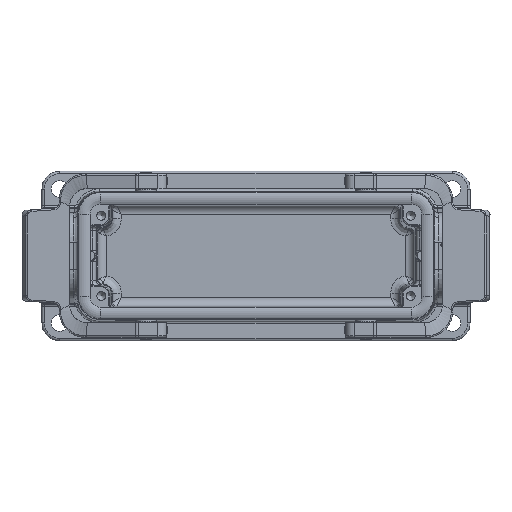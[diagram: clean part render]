
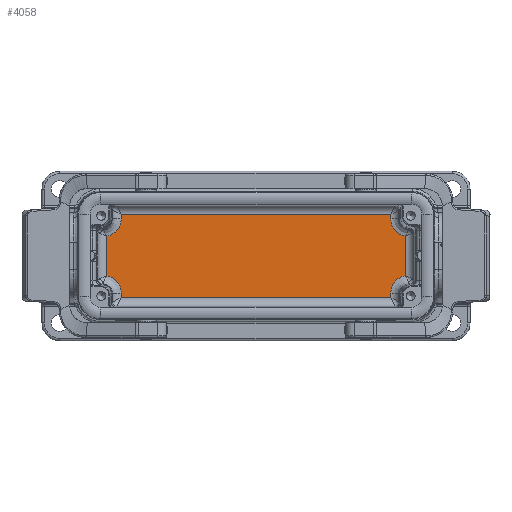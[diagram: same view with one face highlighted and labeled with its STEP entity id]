
A CAD part, top view. The second image highlights one B-rep face of the part: STEP entity #4058.
In plain terms, the highlighted planar face has unit normal (0, 0, 1).
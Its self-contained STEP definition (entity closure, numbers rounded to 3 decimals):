
#3918=ELLIPSE('',#18347,6.003,6.);
#3919=ELLIPSE('',#18348,6.003,6.);
#3920=ELLIPSE('',#18349,6.003,6.);
#3921=ELLIPSE('',#18350,6.003,6.);
#4058=ADVANCED_FACE('',(#5051),#4786,.F.);
#4786=PLANE('',#18351);
#5051=FACE_OUTER_BOUND('',#5746,.T.);
#5746=EDGE_LOOP('',(#6872,#6873,#6874,#6875,#6876,#6877,#6878,#6879,#6880,
#6881,#6882,#6883));
#6872=ORIENTED_EDGE('',*,*,#11399,.T.);
#6873=ORIENTED_EDGE('',*,*,#11400,.T.);
#6874=ORIENTED_EDGE('',*,*,#11401,.T.);
#6875=ORIENTED_EDGE('',*,*,#11402,.T.);
#6876=ORIENTED_EDGE('',*,*,#11403,.T.);
#6877=ORIENTED_EDGE('',*,*,#11404,.T.);
#6878=ORIENTED_EDGE('',*,*,#11405,.T.);
#6879=ORIENTED_EDGE('',*,*,#11406,.T.);
#6880=ORIENTED_EDGE('',*,*,#11407,.T.);
#6881=ORIENTED_EDGE('',*,*,#11408,.T.);
#6882=ORIENTED_EDGE('',*,*,#11409,.T.);
#6883=ORIENTED_EDGE('',*,*,#11410,.T.);
#10283=VERTEX_POINT('',#25697);
#10284=VERTEX_POINT('',#25698);
#10285=VERTEX_POINT('',#25700);
#10286=VERTEX_POINT('',#25702);
#10287=VERTEX_POINT('',#25704);
#10288=VERTEX_POINT('',#25706);
#10289=VERTEX_POINT('',#25708);
#10290=VERTEX_POINT('',#25710);
#10291=VERTEX_POINT('',#25712);
#10292=VERTEX_POINT('',#25714);
#10293=VERTEX_POINT('',#25716);
#10294=VERTEX_POINT('',#25718);
#11399=EDGE_CURVE('',#10283,#10284,#14969,.T.);
#11400=EDGE_CURVE('',#10284,#10285,#14970,.T.);
#11401=EDGE_CURVE('',#10285,#10286,#14971,.T.);
#11402=EDGE_CURVE('',#10286,#10287,#3918,.T.);
#11403=EDGE_CURVE('',#10287,#10288,#14972,.T.);
#11404=EDGE_CURVE('',#10288,#10289,#3919,.T.);
#11405=EDGE_CURVE('',#10289,#10290,#14973,.T.);
#11406=EDGE_CURVE('',#10290,#10291,#14974,.T.);
#11407=EDGE_CURVE('',#10291,#10292,#14975,.T.);
#11408=EDGE_CURVE('',#10292,#10293,#3920,.T.);
#11409=EDGE_CURVE('',#10293,#10294,#14976,.T.);
#11410=EDGE_CURVE('',#10294,#10283,#3921,.T.);
#14969=LINE('',#25696,#16019);
#14970=LINE('',#25699,#16020);
#14971=LINE('',#25701,#16021);
#14972=LINE('',#25705,#16022);
#14973=LINE('',#25709,#16023);
#14974=LINE('',#25711,#16024);
#14975=LINE('',#25713,#16025);
#14976=LINE('',#25717,#16026);
#16019=VECTOR('',#20112,1.);
#16020=VECTOR('',#20113,1.);
#16021=VECTOR('',#20114,1.);
#16022=VECTOR('',#20117,1.);
#16023=VECTOR('',#20120,1.);
#16024=VECTOR('',#20121,1.);
#16025=VECTOR('',#20122,1.);
#16026=VECTOR('',#20125,1.);
#18347=AXIS2_PLACEMENT_3D('',#25703,#20115,#20116);
#18348=AXIS2_PLACEMENT_3D('',#25707,#20118,#20119);
#18349=AXIS2_PLACEMENT_3D('',#25715,#20123,#20124);
#18350=AXIS2_PLACEMENT_3D('',#25719,#20126,#20127);
#18351=AXIS2_PLACEMENT_3D('',#25720,#20128,#20129);
#20112=DIRECTION('',(0.,-1.,0.));
#20113=DIRECTION('',(1.,0.,0.));
#20114=DIRECTION('',(0.,1.,0.));
#20115=DIRECTION('',(0.,0.,-1.));
#20116=DIRECTION('',(-0.832,0.555,0.));
#20117=DIRECTION('',(0.,1.,0.));
#20118=DIRECTION('',(0.,0.,-1.));
#20119=DIRECTION('',(0.832,0.555,0.));
#20120=DIRECTION('',(0.,1.,0.));
#20121=DIRECTION('',(-1.,0.,0.));
#20122=DIRECTION('',(0.,-1.,0.));
#20123=DIRECTION('',(0.,0.,-1.));
#20124=DIRECTION('',(0.832,-0.555,0.));
#20125=DIRECTION('',(0.,-1.,0.));
#20126=DIRECTION('',(0.,0.,-1.));
#20127=DIRECTION('',(-0.832,-0.555,0.));
#20128=DIRECTION('',(0.,0.,-1.));
#20129=DIRECTION('',(-1.,0.,0.));
#25696=CARTESIAN_POINT('',(-45.323,17.75,-40.25));
#25697=CARTESIAN_POINT('',(-45.323,-12.498,-40.25));
#25698=CARTESIAN_POINT('',(-45.323,-13.966,-40.25));
#25699=CARTESIAN_POINT('',(46.746,-13.966,-40.25));
#25700=CARTESIAN_POINT('',(45.323,-13.966,-40.25));
#25701=CARTESIAN_POINT('',(45.323,17.75,-40.25));
#25702=CARTESIAN_POINT('',(45.323,-12.498,-40.25));
#25703=CARTESIAN_POINT('',(51.326,-12.5,-40.25));
#25704=CARTESIAN_POINT('',(50.177,-6.61,-40.25));
#25705=CARTESIAN_POINT('',(50.177,17.75,-40.25));
#25706=CARTESIAN_POINT('',(50.177,6.61,-40.25));
#25707=CARTESIAN_POINT('',(51.326,12.5,-40.25));
#25708=CARTESIAN_POINT('',(45.323,12.498,-40.25));
#25709=CARTESIAN_POINT('',(45.323,17.75,-40.25));
#25710=CARTESIAN_POINT('',(45.323,13.966,-40.25));
#25711=CARTESIAN_POINT('',(-46.746,13.966,-40.25));
#25712=CARTESIAN_POINT('',(-45.323,13.966,-40.25));
#25713=CARTESIAN_POINT('',(-45.323,17.75,-40.25));
#25714=CARTESIAN_POINT('',(-45.323,12.498,-40.25));
#25715=CARTESIAN_POINT('',(-51.326,12.5,-40.25));
#25716=CARTESIAN_POINT('',(-50.177,6.61,-40.25));
#25717=CARTESIAN_POINT('',(-50.177,17.75,-40.25));
#25718=CARTESIAN_POINT('',(-50.177,-6.61,-40.25));
#25719=CARTESIAN_POINT('',(-51.326,-12.5,-40.25));
#25720=CARTESIAN_POINT('',(-55.647,17.75,-40.25));
